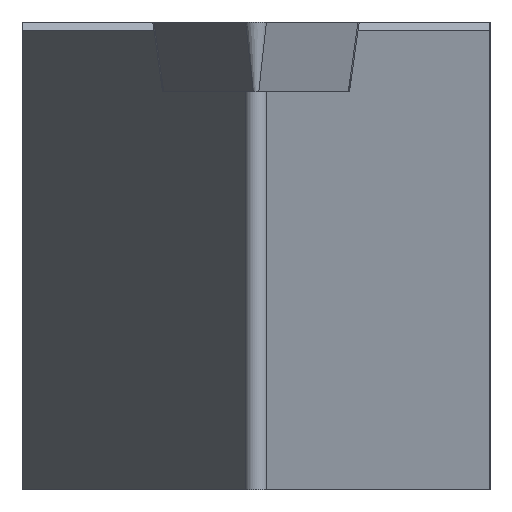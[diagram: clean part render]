
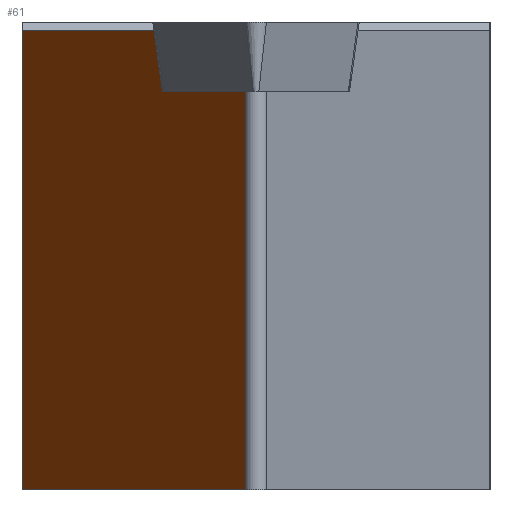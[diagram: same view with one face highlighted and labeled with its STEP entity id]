
A CAD part, left-side view. The second image highlights one B-rep face of the part: STEP entity #61.
In plain terms, the highlighted planar face has unit normal (-0.462, 0.887, 0).
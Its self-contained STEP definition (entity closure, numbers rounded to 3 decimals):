
#61=ADVANCED_FACE('',(#102),#83,.F.);
#83=PLANE('',#454);
#102=FACE_OUTER_BOUND('',#125,.T.);
#125=EDGE_LOOP('',(#157,#158,#159,#160,#161,#162));
#157=ORIENTED_EDGE('',*,*,#309,.F.);
#158=ORIENTED_EDGE('',*,*,#298,.F.);
#159=ORIENTED_EDGE('',*,*,#310,.F.);
#160=ORIENTED_EDGE('',*,*,#311,.F.);
#161=ORIENTED_EDGE('',*,*,#306,.T.);
#162=ORIENTED_EDGE('',*,*,#312,.F.);
#260=VERTEX_POINT('',#600);
#261=VERTEX_POINT('',#601);
#267=VERTEX_POINT('',#615);
#269=VERTEX_POINT('',#618);
#271=VERTEX_POINT('',#624);
#272=VERTEX_POINT('',#626);
#298=EDGE_CURVE('',#260,#261,#355,.T.);
#306=EDGE_CURVE('',#269,#267,#362,.T.);
#309=EDGE_CURVE('',#261,#271,#364,.T.);
#310=EDGE_CURVE('',#272,#260,#365,.T.);
#311=EDGE_CURVE('',#269,#272,#366,.T.);
#312=EDGE_CURVE('',#271,#267,#367,.T.);
#355=LINE('',#599,#402);
#362=LINE('',#617,#409);
#364=LINE('',#623,#411);
#365=LINE('',#625,#412);
#366=LINE('',#627,#413);
#367=LINE('',#628,#414);
#402=VECTOR('',#485,1.);
#409=VECTOR('',#496,1.);
#411=VECTOR('',#502,1.);
#412=VECTOR('',#503,1.);
#413=VECTOR('',#504,1.);
#414=VECTOR('',#505,1.);
#454=AXIS2_PLACEMENT_3D('',#629,#506,#507);
#485=DIRECTION('',(-0.887,-0.462,0.));
#496=DIRECTION('',(0.,0.,1.));
#502=DIRECTION('',(-0.131,-0.068,-0.989));
#503=DIRECTION('',(0.,0.,1.));
#504=DIRECTION('',(0.887,0.462,0.));
#505=DIRECTION('',(-0.887,-0.462,0.));
#506=DIRECTION('',(0.462,-0.887,0.));
#507=DIRECTION('',(0.887,0.462,0.));
#599=CARTESIAN_POINT('',(1.061,0.355,-0.3));
#600=CARTESIAN_POINT('',(15.747,8.,-0.3));
#601=CARTESIAN_POINT('',(6.791,3.338,-0.3));
#615=CARTESIAN_POINT('',(1.061,0.355,-2.38));
#617=CARTESIAN_POINT('',(1.061,0.355,-30.));
#618=CARTESIAN_POINT('',(1.061,0.355,-16.));
#623=CARTESIAN_POINT('',(2.803,1.262,-30.294));
#624=CARTESIAN_POINT('',(6.514,3.194,-2.38));
#625=CARTESIAN_POINT('',(15.747,8.,-30.));
#626=CARTESIAN_POINT('',(15.747,8.,-16.));
#627=CARTESIAN_POINT('',(1.061,0.355,-16.));
#628=CARTESIAN_POINT('',(1.061,0.355,-2.38));
#629=CARTESIAN_POINT('',(1.061,0.355,-30.));
